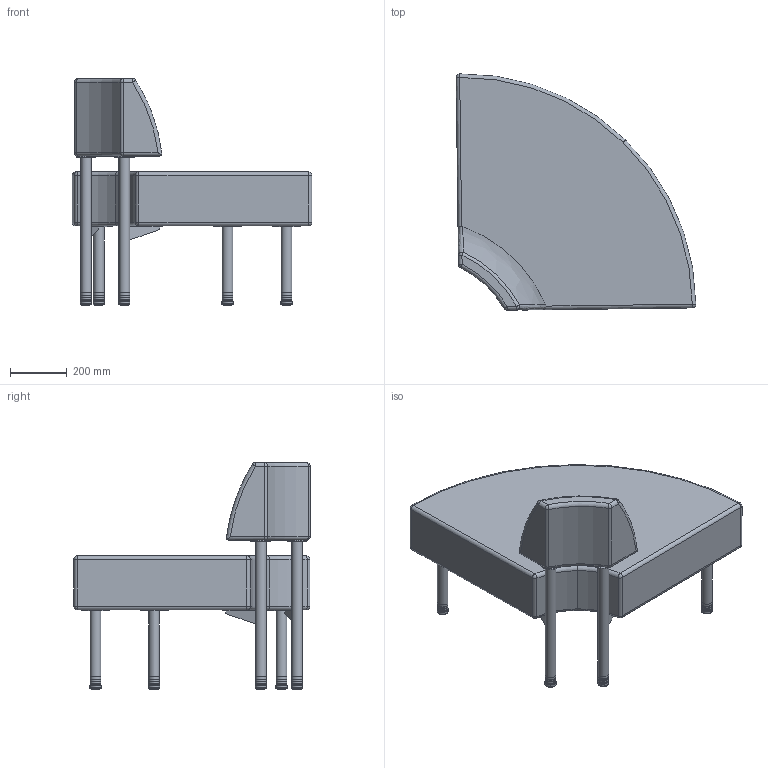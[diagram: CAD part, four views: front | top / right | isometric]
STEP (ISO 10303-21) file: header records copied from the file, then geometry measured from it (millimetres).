
FILE_DESCRIPTION(/* description */ (''),/* implementation_level */ '2;1');
FILE_NAME(/* name */ 'EX90OC.stp',/* time_stamp */ '2018-04-20T14:55:27-04:00',/* author */ ('emehringer'),/* organization */ (''),/* preprocessor_version */ 'ST-DEVELOPER v16.13',/* originating_system */ 'Autodesk Inventor 2018',/* authorisation */ '');
FILE_SCHEMA (('AUTOMOTIVE_DESIGN { 1 0 10303 214 3 1 1 }'));
Length unit declared in the file: inch
Products named in the file (6): EX90OC FULL UNIT; EX90IC SEAT3; EX90OC BACK; EX10 LGFR-A; EX10 LGBK-A; LEG CAP RD1.5
Assembly tree (12 placements, depth 2):
  EX90OC FULL UNIT
    EX90IC SEAT3
    EX90OC BACK
    LEG CAP RD1.5  x5
    EX10 LGFR-A  x3
    EX10 LGBK-A  x2
Bounding box: 846.27 x 834.08 x 800.47 mm (x, y, z)
Volume: 108583856.9 mm3; surface area: 2434061.8 mm2
Topology: 29 solids, 39 shells, 2532 faces, 5161 edges, 2754 vertices
Faces by surface type: cylinder 877, torus 666, bspline 604, plane 271, sphere 94, cone 20
Full cylindrical faces by diameter (mm): 6.198 x5, 6.528 x5, 7.925 x15, 8.731 x26, 9.906 x10, 11.989 x10, 27.94 x5, 31.75 x5, 34.087 x20, 34.798 x5, 38.1 x5, 39.37 x5, 69.85 x2
Entity records: 20954 total; most frequent: CARTESIAN_POINT 9825, ORIENTED_EDGE 2228, DIRECTION 2162, EDGE_CURVE 1116, AXIS2_PLACEMENT_3D 948, EDGE_LOOP 654, VERTEX_POINT 616, FACE_OUTER_BOUND 573
